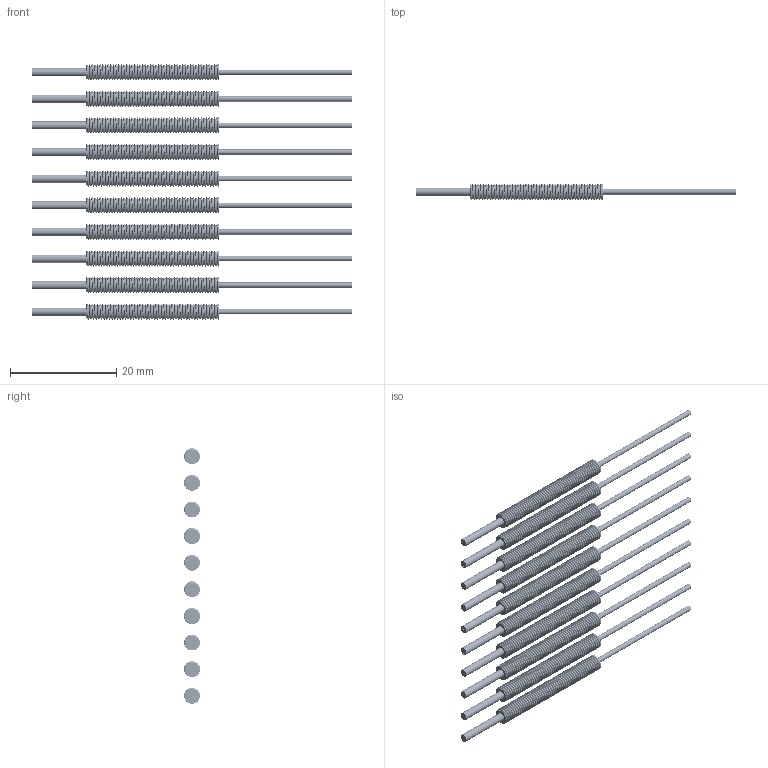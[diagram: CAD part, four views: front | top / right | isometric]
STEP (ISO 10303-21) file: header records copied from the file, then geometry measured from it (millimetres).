
FILE_DESCRIPTION(/* description */ (''),/* implementation_level */ '2;1');
FILE_NAME(/* name */ 'EX-D31Q-10.stp',/* time_stamp */ '2023-04-10T10:14:01+08:00',/* author */ (''),/* organization */ (''),/* preprocessor_version */ 'ST-DEVELOPER v16.7',/* originating_system */ 'SIEMENS PLM Software NX 12.0',/* authorisation */ '');
FILE_SCHEMA (('AUTOMOTIVE_DESIGN { 1 0 10303 214 3 1 1 1 }'));
Products named in the file (1): EX-D31Q-10
Bounding box: 60 x 3 x 48 mm (x, y, z)
Volume: 1714.9 mm3; surface area: 4784.7 mm2
Topology: 10 solids, 10 shells, 140 faces, 270 edges, 180 vertices
Faces by surface type: cylinder 60, plane 60, bspline 20
Full cylindrical faces by diameter (mm): 1 x10, 1.5 x10
Entity records: 147243 total; most frequent: CARTESIAN_POINT 144501, DIRECTION 512, ORIENTED_EDGE 500, EDGE_CURVE 250, AXIS2_PLACEMENT_3D 231, EDGE_LOOP 190, VERTEX_POINT 180, ADVANCED_FACE 140
